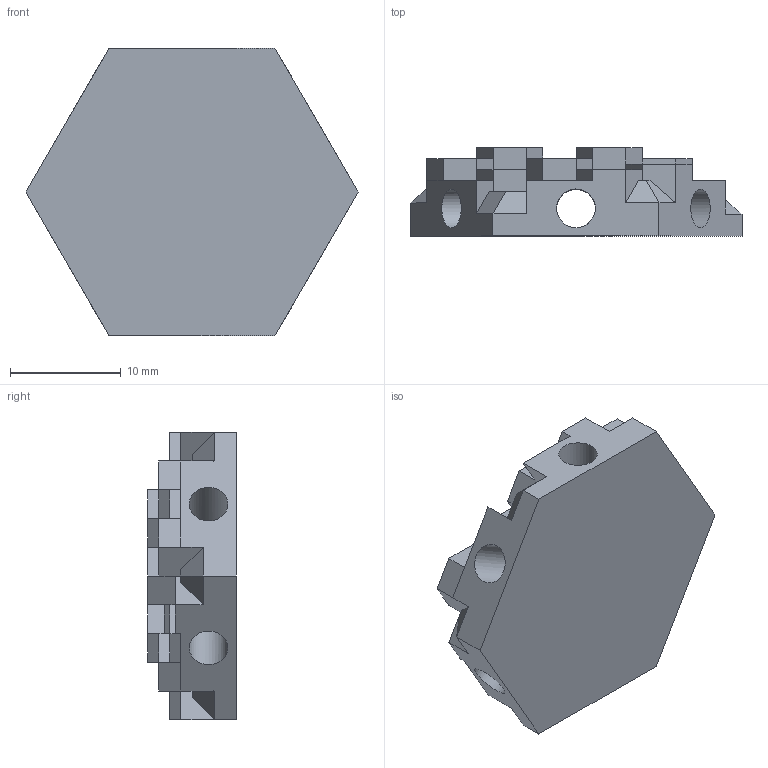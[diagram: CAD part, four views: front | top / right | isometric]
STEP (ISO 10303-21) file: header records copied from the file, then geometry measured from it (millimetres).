
FILE_DESCRIPTION(/* description */ (''),/* implementation_level */ '2;1');
FILE_NAME(/* name */ 'Hexagon_3x3.step',/* time_stamp */ '2019-08-01T13:35:15+02:00',/* author */ (''),/* organization */ (''),/* preprocessor_version */ 'ST-DEVELOPER v18',/* originating_system */ 'Autodesk Translation Framework v8.2.0.1029',/* authorisation */ '');
FILE_SCHEMA (('AUTOMOTIVE_DESIGN { 1 0 10303 214 3 1 1 }'));
Length unit declared in the file: millimetre
Products named in the file (1): Hexagon_3x3
Bounding box: 30 x 8 x 25.98 mm (x, y, z)
Volume: 2815.8 mm3; surface area: 2552.9 mm2
Topology: 1 solids, 1 shells, 125 faces, 327 edges, 200 vertices
Faces by surface type: plane 119, cylinder 6
Full cylindrical faces by diameter (mm): 3.5 x6
Entity records: 3759 total; most frequent: ORIENTED_EDGE 654, CARTESIAN_POINT 653, DIRECTION 596, EDGE_CURVE 327, LINE 310, VECTOR 310, VERTEX_POINT 200, AXIS2_PLACEMENT_3D 143
